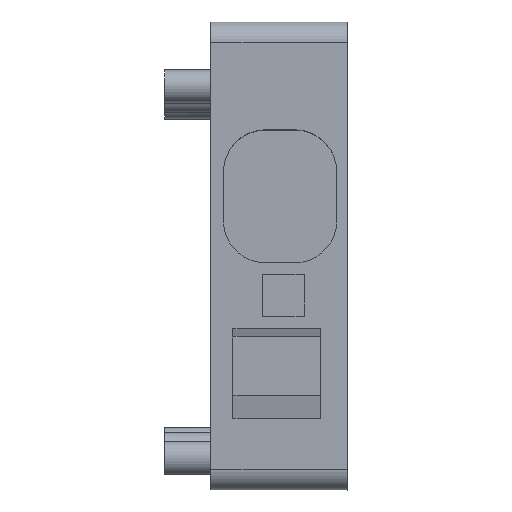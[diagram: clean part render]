
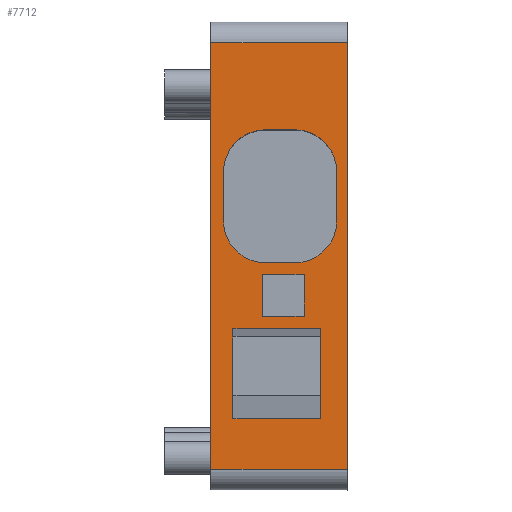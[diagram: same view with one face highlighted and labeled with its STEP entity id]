
A CAD part, top view. The second image highlights one B-rep face of the part: STEP entity #7712.
In plain terms, the highlighted planar face has unit normal (0, 0, 1).
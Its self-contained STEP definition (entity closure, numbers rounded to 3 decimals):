
#7558=AXIS2_PLACEMENT_3D('Plane Axis2P3D',#7555,#7556,#7557) ;
#7623=AXIS2_PLACEMENT_3D('Circle Axis2P3D',#7621,#7622,$) ;
#7637=AXIS2_PLACEMENT_3D('Circle Axis2P3D',#7635,#7636,$) ;
#7651=AXIS2_PLACEMENT_3D('Circle Axis2P3D',#7649,#7650,$) ;
#7665=AXIS2_PLACEMENT_3D('Circle Axis2P3D',#7663,#7664,$) ;
#2965=CARTESIAN_POINT('Vertex',(2.2,1.,47.312)) ;
#2968=CARTESIAN_POINT('Line Origine',(2.2,11.171,47.312)) ;
#2972=CARTESIAN_POINT('Vertex',(2.2,21.342,47.313)) ;
#7540=CARTESIAN_POINT('Vertex',(8.7,1.,47.312)) ;
#7543=CARTESIAN_POINT('Line Origine',(8.7,1.,47.312)) ;
#7555=CARTESIAN_POINT('Axis2P3D Location',(8.7,21.342,47.313)) ;
#7560=CARTESIAN_POINT('Line Origine',(8.7,11.171,47.312)) ;
#7564=CARTESIAN_POINT('Vertex',(8.7,21.342,47.313)) ;
#7567=CARTESIAN_POINT('Line Origine',(5.45,21.342,47.313)) ;
#7578=CARTESIAN_POINT('Line Origine',(5.35,7.688,47.312)) ;
#7582=CARTESIAN_POINT('Vertex',(7.45,7.688,47.312)) ;
#7584=CARTESIAN_POINT('Vertex',(3.25,7.688,47.312)) ;
#7587=CARTESIAN_POINT('Line Origine',(7.45,5.543,47.312)) ;
#7591=CARTESIAN_POINT('Vertex',(7.45,3.397,47.312)) ;
#7594=CARTESIAN_POINT('Line Origine',(5.35,3.397,47.312)) ;
#7598=CARTESIAN_POINT('Vertex',(3.25,3.397,47.312)) ;
#7601=CARTESIAN_POINT('Line Origine',(3.25,5.543,47.312)) ;
#7612=CARTESIAN_POINT('Line Origine',(2.8,14.02,47.313)) ;
#7616=CARTESIAN_POINT('Vertex',(2.8,15.195,47.313)) ;
#7618=CARTESIAN_POINT('Vertex',(2.8,12.845,47.313)) ;
#7621=CARTESIAN_POINT('Axis2P3D Location',(4.8,15.195,47.313)) ;
#7625=CARTESIAN_POINT('Vertex',(4.8,17.195,47.313)) ;
#7628=CARTESIAN_POINT('Line Origine',(5.5,17.195,47.313)) ;
#7632=CARTESIAN_POINT('Vertex',(6.2,17.195,47.313)) ;
#7635=CARTESIAN_POINT('Axis2P3D Location',(6.2,15.195,47.313)) ;
#7639=CARTESIAN_POINT('Vertex',(8.2,15.195,47.313)) ;
#7642=CARTESIAN_POINT('Line Origine',(8.2,14.02,47.313)) ;
#7646=CARTESIAN_POINT('Vertex',(8.2,12.845,47.313)) ;
#7649=CARTESIAN_POINT('Axis2P3D Location',(6.2,12.845,47.313)) ;
#7653=CARTESIAN_POINT('Vertex',(6.2,10.845,47.312)) ;
#7656=CARTESIAN_POINT('Line Origine',(5.5,10.845,47.312)) ;
#7660=CARTESIAN_POINT('Vertex',(4.8,10.845,47.312)) ;
#7663=CARTESIAN_POINT('Axis2P3D Location',(4.8,12.845,47.313)) ;
#7678=CARTESIAN_POINT('Line Origine',(5.65,10.292,47.312)) ;
#7682=CARTESIAN_POINT('Vertex',(6.65,10.292,47.312)) ;
#7684=CARTESIAN_POINT('Vertex',(4.65,10.292,47.312)) ;
#7687=CARTESIAN_POINT('Line Origine',(6.65,9.292,47.312)) ;
#7691=CARTESIAN_POINT('Vertex',(6.65,8.292,47.312)) ;
#7694=CARTESIAN_POINT('Line Origine',(5.65,8.292,47.312)) ;
#7698=CARTESIAN_POINT('Vertex',(4.65,8.292,47.312)) ;
#7701=CARTESIAN_POINT('Line Origine',(4.65,9.292,47.312)) ;
#2969=DIRECTION('Vector Direction',(0.,-1.,0.)) ;
#7544=DIRECTION('Vector Direction',(1.,0.,0.)) ;
#7556=DIRECTION('Axis2P3D Direction',(0.,0.,-1.)) ;
#7557=DIRECTION('Axis2P3D XDirection',(0.,1.,0.)) ;
#7561=DIRECTION('Vector Direction',(0.,-1.,0.)) ;
#7568=DIRECTION('Vector Direction',(1.,0.,0.)) ;
#7579=DIRECTION('Vector Direction',(-1.,0.,0.)) ;
#7588=DIRECTION('Vector Direction',(0.,-1.,0.)) ;
#7595=DIRECTION('Vector Direction',(1.,0.,0.)) ;
#7602=DIRECTION('Vector Direction',(0.,-1.,0.)) ;
#7613=DIRECTION('Vector Direction',(0.,-1.,0.)) ;
#7622=DIRECTION('Axis2P3D Direction',(0.,0.,-1.)) ;
#7629=DIRECTION('Vector Direction',(-1.,0.,0.)) ;
#7636=DIRECTION('Axis2P3D Direction',(0.,0.,-1.)) ;
#7643=DIRECTION('Vector Direction',(0.,1.,0.)) ;
#7650=DIRECTION('Axis2P3D Direction',(0.,0.,-1.)) ;
#7657=DIRECTION('Vector Direction',(1.,0.,0.)) ;
#7664=DIRECTION('Axis2P3D Direction',(0.,0.,-1.)) ;
#7679=DIRECTION('Vector Direction',(-1.,0.,0.)) ;
#7688=DIRECTION('Vector Direction',(0.,1.,0.)) ;
#7695=DIRECTION('Vector Direction',(1.,0.,0.)) ;
#7702=DIRECTION('Vector Direction',(0.,-1.,0.)) ;
#2970=VECTOR('Line Direction',#2969,1.) ;
#7545=VECTOR('Line Direction',#7544,1.) ;
#7562=VECTOR('Line Direction',#7561,1.) ;
#7569=VECTOR('Line Direction',#7568,1.) ;
#7580=VECTOR('Line Direction',#7579,1.) ;
#7589=VECTOR('Line Direction',#7588,1.) ;
#7596=VECTOR('Line Direction',#7595,1.) ;
#7603=VECTOR('Line Direction',#7602,1.) ;
#7614=VECTOR('Line Direction',#7613,1.) ;
#7630=VECTOR('Line Direction',#7629,1.) ;
#7644=VECTOR('Line Direction',#7643,1.) ;
#7658=VECTOR('Line Direction',#7657,1.) ;
#7680=VECTOR('Line Direction',#7679,1.) ;
#7689=VECTOR('Line Direction',#7688,1.) ;
#7696=VECTOR('Line Direction',#7695,1.) ;
#7703=VECTOR('Line Direction',#7702,1.) ;
#7573=ORIENTED_EDGE('',*,*,#2974,.T.) ;
#7574=ORIENTED_EDGE('',*,*,#7547,.F.) ;
#7575=ORIENTED_EDGE('',*,*,#7566,.F.) ;
#7576=ORIENTED_EDGE('',*,*,#7571,.T.) ;
#7607=ORIENTED_EDGE('',*,*,#7586,.F.) ;
#7608=ORIENTED_EDGE('',*,*,#7593,.T.) ;
#7609=ORIENTED_EDGE('',*,*,#7600,.F.) ;
#7610=ORIENTED_EDGE('',*,*,#7605,.F.) ;
#7669=ORIENTED_EDGE('',*,*,#7620,.F.) ;
#7670=ORIENTED_EDGE('',*,*,#7627,.F.) ;
#7671=ORIENTED_EDGE('',*,*,#7634,.F.) ;
#7672=ORIENTED_EDGE('',*,*,#7641,.F.) ;
#7673=ORIENTED_EDGE('',*,*,#7648,.F.) ;
#7674=ORIENTED_EDGE('',*,*,#7655,.F.) ;
#7675=ORIENTED_EDGE('',*,*,#7662,.F.) ;
#7676=ORIENTED_EDGE('',*,*,#7667,.F.) ;
#7707=ORIENTED_EDGE('',*,*,#7686,.F.) ;
#7708=ORIENTED_EDGE('',*,*,#7693,.F.) ;
#7709=ORIENTED_EDGE('',*,*,#7700,.F.) ;
#7710=ORIENTED_EDGE('',*,*,#7705,.F.) ;
#7611=FACE_BOUND('',#7606,.T.) ;
#7677=FACE_BOUND('',#7668,.T.) ;
#7711=FACE_BOUND('',#7706,.T.) ;
#7712=ADVANCED_FACE('ZP 4/1AN ZA GN',(#7577,#7611,#7677,#7711),#7559,.F.) ;
#7624=CIRCLE('generated circle',#7623,2.) ;
#7638=CIRCLE('generated circle',#7637,2.) ;
#7652=CIRCLE('generated circle',#7651,2.) ;
#7666=CIRCLE('generated circle',#7665,2.) ;
#2974=EDGE_CURVE('',#2973,#2966,#2971,.T.) ;
#7547=EDGE_CURVE('',#7541,#2966,#7546,.F.) ;
#7566=EDGE_CURVE('',#7565,#7541,#7563,.T.) ;
#7571=EDGE_CURVE('',#7565,#2973,#7570,.F.) ;
#7586=EDGE_CURVE('',#7583,#7585,#7581,.T.) ;
#7593=EDGE_CURVE('',#7583,#7592,#7590,.T.) ;
#7600=EDGE_CURVE('',#7599,#7592,#7597,.T.) ;
#7605=EDGE_CURVE('',#7585,#7599,#7604,.T.) ;
#7620=EDGE_CURVE('',#7617,#7619,#7615,.T.) ;
#7627=EDGE_CURVE('',#7626,#7617,#7624,.F.) ;
#7634=EDGE_CURVE('',#7633,#7626,#7631,.T.) ;
#7641=EDGE_CURVE('',#7640,#7633,#7638,.F.) ;
#7648=EDGE_CURVE('',#7647,#7640,#7645,.T.) ;
#7655=EDGE_CURVE('',#7654,#7647,#7652,.F.) ;
#7662=EDGE_CURVE('',#7661,#7654,#7659,.T.) ;
#7667=EDGE_CURVE('',#7619,#7661,#7666,.F.) ;
#7686=EDGE_CURVE('',#7683,#7685,#7681,.T.) ;
#7693=EDGE_CURVE('',#7692,#7683,#7690,.T.) ;
#7700=EDGE_CURVE('',#7699,#7692,#7697,.T.) ;
#7705=EDGE_CURVE('',#7685,#7699,#7704,.T.) ;
#7572=EDGE_LOOP('',(#7573,#7574,#7575,#7576)) ;
#7606=EDGE_LOOP('',(#7607,#7608,#7609,#7610)) ;
#7668=EDGE_LOOP('',(#7669,#7670,#7671,#7672,#7673,#7674,#7675,#7676)) ;
#7706=EDGE_LOOP('',(#7707,#7708,#7709,#7710)) ;
#7577=FACE_OUTER_BOUND('',#7572,.T.) ;
#2971=LINE('Line',#2968,#2970) ;
#7546=LINE('Line',#7543,#7545) ;
#7563=LINE('Line',#7560,#7562) ;
#7570=LINE('Line',#7567,#7569) ;
#7581=LINE('Line',#7578,#7580) ;
#7590=LINE('Line',#7587,#7589) ;
#7597=LINE('Line',#7594,#7596) ;
#7604=LINE('Line',#7601,#7603) ;
#7615=LINE('Line',#7612,#7614) ;
#7631=LINE('Line',#7628,#7630) ;
#7645=LINE('Line',#7642,#7644) ;
#7659=LINE('Line',#7656,#7658) ;
#7681=LINE('Line',#7678,#7680) ;
#7690=LINE('Line',#7687,#7689) ;
#7697=LINE('Line',#7694,#7696) ;
#7704=LINE('Line',#7701,#7703) ;
#7559=PLANE('',#7558) ;
#2966=VERTEX_POINT('',#2965) ;
#2973=VERTEX_POINT('',#2972) ;
#7541=VERTEX_POINT('',#7540) ;
#7565=VERTEX_POINT('',#7564) ;
#7583=VERTEX_POINT('',#7582) ;
#7585=VERTEX_POINT('',#7584) ;
#7592=VERTEX_POINT('',#7591) ;
#7599=VERTEX_POINT('',#7598) ;
#7617=VERTEX_POINT('',#7616) ;
#7619=VERTEX_POINT('',#7618) ;
#7626=VERTEX_POINT('',#7625) ;
#7633=VERTEX_POINT('',#7632) ;
#7640=VERTEX_POINT('',#7639) ;
#7647=VERTEX_POINT('',#7646) ;
#7654=VERTEX_POINT('',#7653) ;
#7661=VERTEX_POINT('',#7660) ;
#7683=VERTEX_POINT('',#7682) ;
#7685=VERTEX_POINT('',#7684) ;
#7692=VERTEX_POINT('',#7691) ;
#7699=VERTEX_POINT('',#7698) ;
